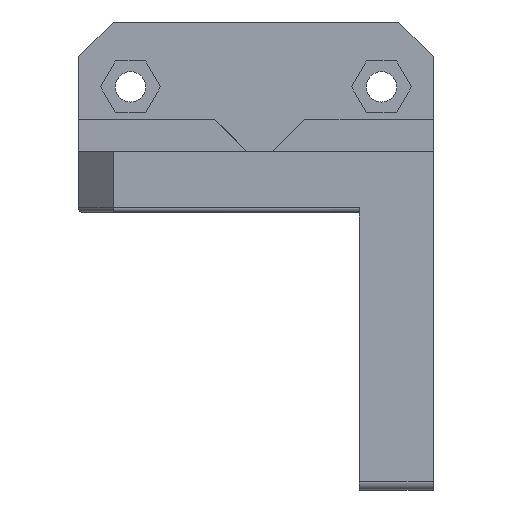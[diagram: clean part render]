
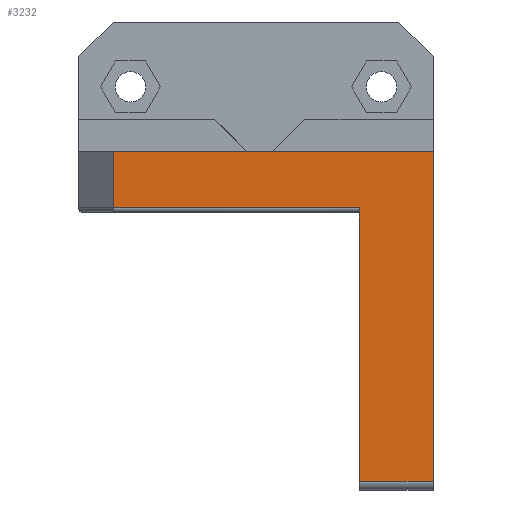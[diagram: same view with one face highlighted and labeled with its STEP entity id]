
A CAD part, front view. The second image highlights one B-rep face of the part: STEP entity #3232.
In plain terms, the highlighted planar face has unit normal (0, -1, 0).
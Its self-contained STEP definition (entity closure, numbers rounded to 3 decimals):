
#119=PLANE('',#3477);
#249=FACE_OUTER_BOUND('',#434,.T.);
#434=EDGE_LOOP('',(#2532,#2533,#2534,#2535,#2536,#2537));
#639=LINE('',#4375,#958);
#694=LINE('',#4542,#1013);
#716=LINE('',#4674,#1035);
#719=LINE('',#4681,#1038);
#753=LINE('',#4786,#1072);
#754=LINE('',#4787,#1073);
#958=VECTOR('',#3622,10.);
#1013=VECTOR('',#3743,10.);
#1035=VECTOR('',#3797,1000.);
#1038=VECTOR('',#3808,10.);
#1072=VECTOR('',#3936,1000.);
#1073=VECTOR('',#3937,1000.);
#1386=VERTEX_POINT('',#4372);
#1387=VERTEX_POINT('',#4374);
#1441=VERTEX_POINT('',#4539);
#1442=VERTEX_POINT('',#4541);
#1480=VERTEX_POINT('',#4673);
#1504=VERTEX_POINT('',#4785);
#1713=EDGE_CURVE('',#1387,#1386,#639,.T.);
#1786=EDGE_CURVE('',#1441,#1442,#694,.T.);
#1832=EDGE_CURVE('',#1480,#1442,#716,.T.);
#1836=EDGE_CURVE('',#1387,#1441,#719,.T.);
#1887=EDGE_CURVE('',#1386,#1504,#753,.T.);
#1888=EDGE_CURVE('',#1504,#1480,#754,.T.);
#2532=ORIENTED_EDGE('',*,*,#1836,.F.);
#2533=ORIENTED_EDGE('',*,*,#1713,.T.);
#2534=ORIENTED_EDGE('',*,*,#1887,.T.);
#2535=ORIENTED_EDGE('',*,*,#1888,.T.);
#2536=ORIENTED_EDGE('',*,*,#1832,.T.);
#2537=ORIENTED_EDGE('',*,*,#1786,.F.);
#3232=ADVANCED_FACE('',(#249),#119,.T.);
#3477=AXIS2_PLACEMENT_3D('',#4784,#3934,#3935);
#3622=DIRECTION('',(0.,0.,1.));
#3743=DIRECTION('',(0.,0.,1.));
#3797=DIRECTION('',(1.,0.,0.));
#3808=DIRECTION('',(-1.,0.,0.));
#3934=DIRECTION('center_axis',(0.,-1.,0.));
#3935=DIRECTION('ref_axis',(0.,0.,
-1.));
#3936=DIRECTION('',(-1.,0.,0.));
#3937=DIRECTION('',(0.,0.,-1.));
#4372=CARTESIAN_POINT('',(41.,-13.4,-9.6));
#4374=CARTESIAN_POINT('',(41.,-13.4,-47.7));
#4375=CARTESIAN_POINT('',(41.,-13.4,-24.625));
#4539=CARTESIAN_POINT('',(32.45,-13.4,-47.7));
#4541=CARTESIAN_POINT('',(32.45,-13.4,-16.1));
#4542=CARTESIAN_POINT('',(32.45,-13.4,-40.675));
#4673=CARTESIAN_POINT('',(4.,-13.4,-16.1));
#4674=CARTESIAN_POINT('',(0.,-13.4,-16.1));
#4681=CARTESIAN_POINT('',(36.75,-13.4,-47.7));
#4784=CARTESIAN_POINT('Origin',(36.75,-13.4,-16.6));
#4785=CARTESIAN_POINT('',(4.,-13.4,-9.6));
#4786=CARTESIAN_POINT('',(0.,-13.4,-9.6));
#4787=CARTESIAN_POINT('',(4.,-13.4,-16.6));
